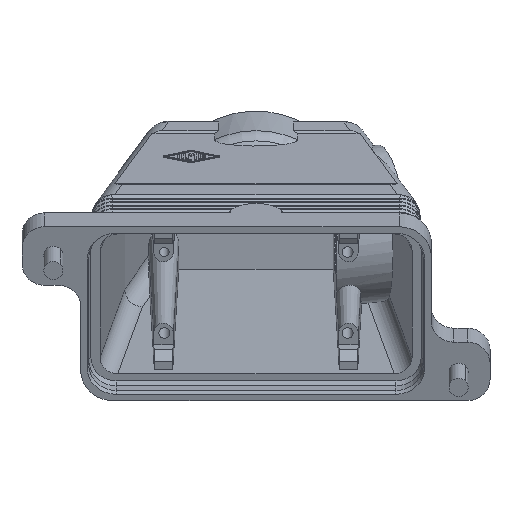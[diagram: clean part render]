
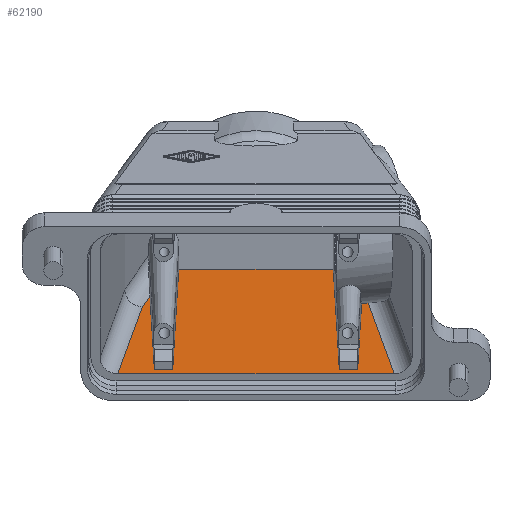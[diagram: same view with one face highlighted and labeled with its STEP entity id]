
A CAD part, front view. The second image highlights one B-rep face of the part: STEP entity #62190.
In plain terms, the highlighted face is planar.
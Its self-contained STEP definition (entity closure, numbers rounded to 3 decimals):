
#28780=CARTESIAN_POINT('',(138.779,8.294,-49.219))
;
#28790=VERTEX_POINT('',#28780);
#28820=CARTESIAN_POINT('',(138.972,0.,-49.412));
#28830=DIRECTION('',(0.023,-0.999,
-0.023));
#28840=VECTOR('',#28830,1.);
#28850=LINE('',#28820,#28840);
#28860=CARTESIAN_POINT('',(136.895,89.253,
-47.334));
#28870=VERTEX_POINT('',#28860);
#28880=EDGE_CURVE('',#28870,#28790,#28850,.T.);
#30200=CARTESIAN_POINT('',(151.666,69.018,
-26.));
#30210=DIRECTION('',(0.966,0.259,
0.));
#30220=DIRECTION('',(-0.259,0.966,
0.));
#30230=AXIS2_PLACEMENT_3D('',#30200,#30210,#30220);
#30240=CYLINDRICAL_SURFACE('',#30230,22.5);
#32740=CARTESIAN_POINT('',(144.491,8.294,
-49.219));
#32750=VERTEX_POINT('',#32740);
#33080=CARTESIAN_POINT('',(145.749,62.36,
-47.96));
#33090=VERTEX_POINT('',#33080);
#33120=CARTESIAN_POINT('',(144.298,0.,-49.412));
#33130=DIRECTION('',(0.023,0.999,
0.023));
#33140=VECTOR('',#33130,1.);
#33150=LINE('',#33120,#33140);
#33160=EDGE_CURVE('',#32750,#33090,#33150,.T.);
#33410=CARTESIAN_POINT('',(0.,8.294,-49.219));
#33420=DIRECTION('',(-1.,0.,0.));
#33430=VECTOR('',#33420,1.);
#33440=LINE('',#33410,#33430);
#33450=EDGE_CURVE('',#32750,#28790,#33440,.T.);
#35270=CARTESIAN_POINT('',(0.,89.253,-47.334));
#35280=DIRECTION('',(-1.,0.,0.));
#35290=VECTOR('',#35280,1.);
#35300=LINE('',#35270,#35290);
#35310=CARTESIAN_POINT('',(88.875,89.253,
-47.334));
#35320=VERTEX_POINT('',#35310);
#35330=EDGE_CURVE('',#28870,#35320,#35300,.T.);
#41530=CARTESIAN_POINT('',(147.692,62.83,
-47.949));
#41540=VERTEX_POINT('',#41530);
#41570=CARTESIAN_POINT('',(125.409,2.435,
-49.355));
#41580=DIRECTION('',(0.,-0.023,1.));
#41590=DIRECTION('',(1.,0.,0.));
#41600=AXIS2_PLACEMENT_3D('',#41570,#41580,#41590);
#41610=PLANE('',#41600);
#41620=CARTESIAN_POINT('',(147.692,62.83,
-47.949));
#41630=CARTESIAN_POINT('',(147.53,62.791,
-47.95));
#41640=CARTESIAN_POINT('',(147.368,62.752,
-47.951));
#41650=CARTESIAN_POINT('',(147.207,62.713,
-47.952));
#41660=CARTESIAN_POINT('',(147.045,62.674,
-47.953));
#41670=CARTESIAN_POINT('',(146.883,62.634,
-47.954));
#41680=CARTESIAN_POINT('',(146.721,62.595,
-47.955));
#41690=CARTESIAN_POINT('',(146.559,62.556,
-47.956));
#41700=CARTESIAN_POINT('',(146.397,62.517,
-47.956));
#41710=CARTESIAN_POINT('',(146.235,62.478,
-47.957));
#41720=CARTESIAN_POINT('',(146.073,62.438,
-47.958));
#41730=CARTESIAN_POINT('',(145.911,62.399,
-47.959));
#41740=CARTESIAN_POINT('',(145.749,62.36,
-47.96));
#41750=B_SPLINE_CURVE_WITH_KNOTS('',3,(#41620,#41630,#41640,#41650,
#41660,#41670,#41680,#41690,#41700,#41710,#41720,#41730,#41740),
.UNSPECIFIED.,.F.,.F.,(4,3,3,3,4),(0.,0.5,
1.,1.5,1.999),.UNSPECIFIED.);
#41760=SURFACE_CURVE('',#41750,(#30240,#41610),.CURVE_3D.);
#41770=EDGE_CURVE('',#41540,#33090,#41760,.T.);
#46790=CARTESIAN_POINT('',(81.472,0.,-49.412));
#46800=DIRECTION('',(-0.023,0.999,
0.023));
#46810=VECTOR('',#46800,1.);
#46820=LINE('',#46790,#46810);
#46830=CARTESIAN_POINT('',(81.279,8.294,-49.219))
;
#46840=VERTEX_POINT('',#46830);
#46850=CARTESIAN_POINT('',(79.897,67.67,
-47.837));
#46860=VERTEX_POINT('',#46850);
#46870=EDGE_CURVE('',#46840,#46860,#46820,.T.);
#48740=CARTESIAN_POINT('',(86.991,8.294,-49.219))
;
#48750=VERTEX_POINT('',#48740);
#48780=CARTESIAN_POINT('',(0.,8.294,-49.219));
#48790=DIRECTION('',(1.,0.,0.));
#48800=VECTOR('',#48790,1.);
#48810=LINE('',#48780,#48800);
#48820=EDGE_CURVE('',#46840,#48750,#48810,.T.);
#49540=CARTESIAN_POINT('',(86.798,0.,-49.412));
#49550=DIRECTION('',(-0.023,-0.999,
-0.023));
#49560=VECTOR('',#49550,1.);
#49570=LINE('',#49540,#49560);
#49580=EDGE_CURVE('',#35320,#48750,#49570,.T.);
#50130=CARTESIAN_POINT('',(77.5,58.724,
-48.045));
#50140=VERTEX_POINT('',#50130);
#50190=CARTESIAN_POINT('',(61.8,0.128,
-49.409));
#50200=DIRECTION('',(-0.259,-0.966,
-0.022));
#50210=VECTOR('',#50200,1.);
#50220=LINE('',#50190,#50210);
#50230=EDGE_CURVE('',#46860,#50140,#50220,.T.);
#50470=CARTESIAN_POINT('',(69.921,4.794,-49.3));
#50480=VERTEX_POINT('',#50470);
#50590=CARTESIAN_POINT('',(69.265,0.128,
-49.409));
#50600=DIRECTION('',(0.139,0.99,
0.023));
#50610=VECTOR('',#50600,1.);
#50620=LINE('',#50590,#50610);
#50630=EDGE_CURVE('',#50480,#50140,#50620,.T.);
#61930=ORIENTED_EDGE('',*,*,#48820,.F.);
#61940=ORIENTED_EDGE('',*,*,#49580,.T.);
#61950=ORIENTED_EDGE('',*,*,#35330,.T.);
#61960=ORIENTED_EDGE('',*,*,#28880,.F.);
#61970=ORIENTED_EDGE('',*,*,#33450,.T.);
#61980=ORIENTED_EDGE('',*,*,#33160,.F.);
#61990=ORIENTED_EDGE('',*,*,#41770,.T.);
#62000=CARTESIAN_POINT('',(156.505,0.128,
-49.409));
#62010=DIRECTION('',(-0.139,0.99,
0.023));
#62020=VECTOR('',#62010,1.);
#62030=LINE('',#62000,#62020);
#62040=CARTESIAN_POINT('',(155.849,4.794,-49.3));
#62050=VERTEX_POINT('',#62040);
#62060=EDGE_CURVE('',#62050,#41540,#62030,.T.);
#62070=ORIENTED_EDGE('',*,*,#62060,.T.);
#62080=CARTESIAN_POINT('',(0.,4.794,-49.3));
#62090=DIRECTION('',(-1.,0.,0.));
#62100=VECTOR('',#62090,1.);
#62110=LINE('',#62080,#62100);
#62120=EDGE_CURVE('',#62050,#50480,#62110,.T.);
#62130=ORIENTED_EDGE('',*,*,#62120,.F.);
#62140=ORIENTED_EDGE('',*,*,#50630,.F.);
#62150=ORIENTED_EDGE('',*,*,#50230,.T.);
#62160=ORIENTED_EDGE('',*,*,#46870,.T.);
#62170=EDGE_LOOP('',(#62160,#62150,#62140,#62130,#62070,#61990,#61980,
#61970,#61960,#61950,#61940,#61930));
#62180=FACE_OUTER_BOUND('',#62170,.T.);
#62190=ADVANCED_FACE('',(#62180),#41610,.T.);
